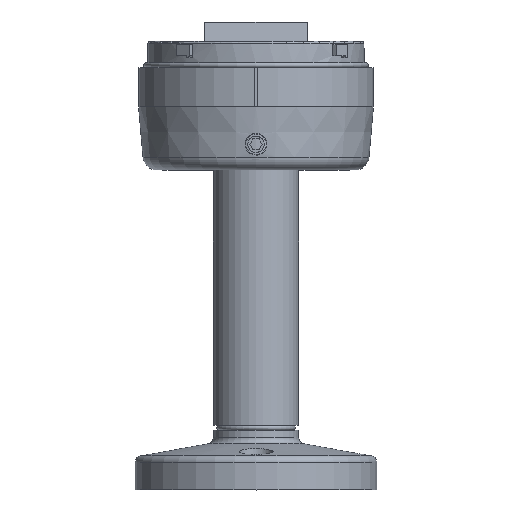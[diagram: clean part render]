
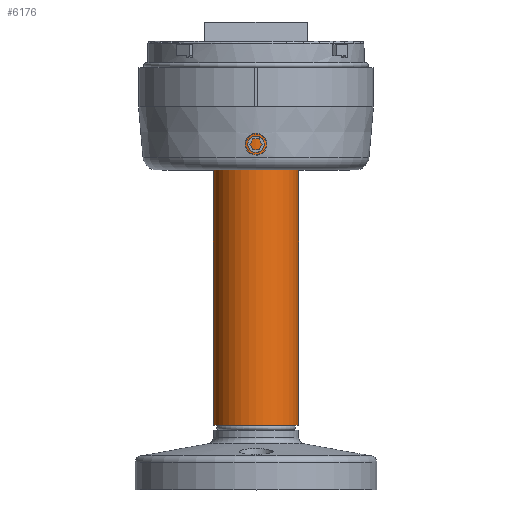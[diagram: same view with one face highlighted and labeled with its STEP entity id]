
A CAD part, top view. The second image highlights one B-rep face of the part: STEP entity #6176.
In plain terms, the highlighted cylindrical face has radius 12.5 mm (diameter 25 mm), a full revolution.
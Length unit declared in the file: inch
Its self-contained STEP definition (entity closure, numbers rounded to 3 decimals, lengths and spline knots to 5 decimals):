
#793=CYLINDRICAL_SURFACE('',#6525,0.49213);
#933=FACE_BOUND('',#1780,.T.);
#1434=FACE_OUTER_BOUND('',#1779,.T.);
#1779=EDGE_LOOP('',(#2269));
#1780=EDGE_LOOP('',(#2270));
#2269=ORIENTED_EDGE('',*,*,#3921,.T.);
#2270=ORIENTED_EDGE('',*,*,#3923,.F.);
#3921=EDGE_CURVE('',#4977,#4977,#5703,.T.);
#3923=EDGE_CURVE('',#4979,#4979,#5705,.T.);
#4977=VERTEX_POINT('',#9937);
#4979=VERTEX_POINT('',#9942);
#5703=CIRCLE('',#6523,0.49213);
#5705=CIRCLE('',#6526,0.49213);
#6176=ADVANCED_FACE('',(#1434,#933),#793,.T.);
#6523=AXIS2_PLACEMENT_3D('',#9938,#7373,#7374);
#6525=AXIS2_PLACEMENT_3D('',#9941,#7377,#7378);
#6526=AXIS2_PLACEMENT_3D('',#9943,#7379,#7380);
#7373=DIRECTION('center_axis',(0.,1.,0.));
#7374=DIRECTION('ref_axis',(1.,0.,0.));
#7377=DIRECTION('center_axis',(0.,1.,0.));
#7378=DIRECTION('ref_axis',(1.,0.,0.));
#7379=DIRECTION('center_axis',(0.,1.,0.));
#7380=DIRECTION('ref_axis',(1.,0.,0.));
#9937=CARTESIAN_POINT('',(0.49213,-2.95276,0.));
#9938=CARTESIAN_POINT('Origin',(0.,-2.95276,0.));
#9941=CARTESIAN_POINT('Origin',(0.,-2.95276,0.));
#9942=CARTESIAN_POINT('',(0.49213,0.98425,0.));
#9943=CARTESIAN_POINT('Origin',(0.,0.98425,0.));
